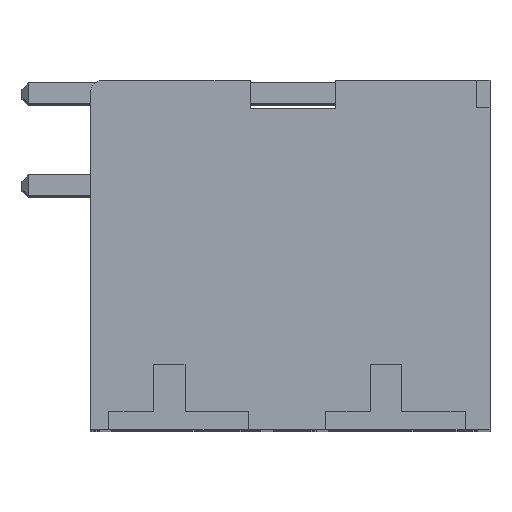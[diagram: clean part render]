
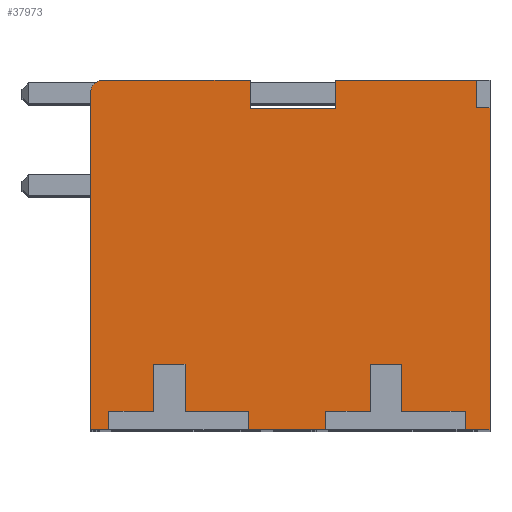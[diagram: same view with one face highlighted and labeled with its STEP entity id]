
A CAD part, top view. The second image highlights one B-rep face of the part: STEP entity #37973.
In plain terms, the highlighted planar face has unit normal (0, 0, 1).
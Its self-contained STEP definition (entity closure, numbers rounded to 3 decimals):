
#9906=DIRECTION('',(-1.,0.,0.));
#9907=VECTOR('',#9906,5.39);
#9908=CARTESIAN_POINT('',(11.703,13.3,33.7));
#9909=LINE('',#9908,#9907);
#10050=DIRECTION('',(0.,-1.,0.));
#10051=VECTOR('',#10050,1.092);
#10052=CARTESIAN_POINT('',(6.313,13.3,33.7));
#10053=LINE('',#10052,#10051);
#10142=DIRECTION('',(0.,1.,0.));
#10143=VECTOR('',#10142,1.092);
#10144=CARTESIAN_POINT('',(3.074,12.208,33.7));
#10145=LINE('',#10144,#10143);
#10502=DIRECTION('',(-1.,0.,0.));
#10503=VECTOR('',#10502,5.716);
#10504=CARTESIAN_POINT('',(3.074,13.3,33.7));
#10505=LINE('',#10504,#10503);
#10794=DIRECTION('',(0.,-1.,0.));
#10795=VECTOR('',#10794,0.02);
#10796=CARTESIAN_POINT('',(-2.641,13.3,33.7));
#10797=LINE('',#10796,#10795);
#12964=DIRECTION('',(-1.,0.,0.));
#12965=VECTOR('',#12964,3.238);
#12966=CARTESIAN_POINT('',(6.313,12.208,33.7));
#12967=LINE('',#12966,#12965);
#12968=DIRECTION('',(0.,1.,0.));
#12969=VECTOR('',#12968,0.7);
#12970=CARTESIAN_POINT('',(11.25,0.,33.7));
#12971=LINE('',#12970,#12969);
#12972=DIRECTION('',(1.,0.,0.));
#12973=VECTOR('',#12972,2.4);
#12974=CARTESIAN_POINT('',(8.85,0.7,33.7));
#12975=LINE('',#12974,#12973);
#12976=DIRECTION('',(0.,-1.,0.));
#12977=VECTOR('',#12976,1.8);
#12978=CARTESIAN_POINT('',(8.85,2.5,33.7));
#12979=LINE('',#12978,#12977);
#12980=DIRECTION('',(1.,0.,0.));
#12981=VECTOR('',#12980,1.2);
#12982=CARTESIAN_POINT('',(7.65,2.5,33.7));
#12983=LINE('',#12982,#12981);
#12984=DIRECTION('',(0.,1.,0.));
#12985=VECTOR('',#12984,1.8);
#12986=CARTESIAN_POINT('',(7.65,0.7,33.7));
#12987=LINE('',#12986,#12985);
#12988=DIRECTION('',(1.,0.,0.));
#12989=VECTOR('',#12988,1.7);
#12990=CARTESIAN_POINT('',(5.95,0.7,33.7));
#12991=LINE('',#12990,#12989);
#12992=DIRECTION('',(0.,1.,0.));
#12993=VECTOR('',#12992,0.7);
#12994=CARTESIAN_POINT('',(5.95,0.,33.7));
#12995=LINE('',#12994,#12993);
#12996=DIRECTION('',(-1.,0.,0.));
#12997=VECTOR('',#12996,2.95);
#12998=CARTESIAN_POINT('',(5.95,0.,33.7));
#12999=LINE('',#12998,#12997);
#13000=DIRECTION('',(0.,1.,0.));
#13001=VECTOR('',#13000,0.7);
#13002=CARTESIAN_POINT('',(3.,0.,33.7));
#13003=LINE('',#13002,#13001);
#13004=DIRECTION('',(1.,0.,0.));
#13005=VECTOR('',#13004,2.4);
#13006=CARTESIAN_POINT('',(0.6,0.7,33.7));
#13007=LINE('',#13006,#13005);
#13008=DIRECTION('',(0.,-1.,0.));
#13009=VECTOR('',#13008,1.8);
#13010=CARTESIAN_POINT('',(0.6,2.5,33.7));
#13011=LINE('',#13010,#13009);
#13012=DIRECTION('',(1.,0.,0.));
#13013=VECTOR('',#13012,1.2);
#13014=CARTESIAN_POINT('',(-0.6,2.5,33.7));
#13015=LINE('',#13014,#13013);
#13016=DIRECTION('',(0.,1.,0.));
#13017=VECTOR('',#13016,1.8);
#13018=CARTESIAN_POINT('',(-0.6,0.7,33.7));
#13019=LINE('',#13018,#13017);
#13020=DIRECTION('',(1.,0.,0.));
#13021=VECTOR('',#13020,1.7);
#13022=CARTESIAN_POINT('',(-2.3,0.7,33.7));
#13023=LINE('',#13022,#13021);
#13024=DIRECTION('',(0.,1.,0.));
#13025=VECTOR('',#13024,0.7);
#13026=CARTESIAN_POINT('',(-2.3,0.,33.7));
#13027=LINE('',#13026,#13025);
#13028=DIRECTION('',(-1.,0.,0.));
#13029=VECTOR('',#13028,0.7);
#13030=CARTESIAN_POINT('',(-2.3,0.,33.7));
#13031=LINE('',#13030,#13029);
#13032=DIRECTION('',(0.,1.,0.));
#13033=VECTOR('',#13032,12.8);
#13034=CARTESIAN_POINT('',(-3.,0.,33.7));
#13035=LINE('',#13034,#13033);
#13036=CARTESIAN_POINT('',(-2.5,12.8,33.7));
#13037=DIRECTION('',(0.,0.,-1.));
#13038=DIRECTION('',(-1.,0.,0.));
#13039=AXIS2_PLACEMENT_3D('',#13036,#13037,#13038);
#13041=DIRECTION('',(0.,-1.,0.));
#13042=VECTOR('',#13041,12.25);
#13043=CARTESIAN_POINT('',(12.2,12.25,33.7));
#13044=LINE('',#13043,#13042);
#13045=DIRECTION('',(-1.,0.,0.));
#13046=VECTOR('',#13045,0.95);
#13047=CARTESIAN_POINT('',(12.2,0.,33.7));
#13048=LINE('',#13047,#13046);
#13208=DIRECTION('',(0.,1.,0.));
#13209=VECTOR('',#13208,1.05);
#13210=CARTESIAN_POINT('',(11.703,12.25,33.7));
#13211=LINE('',#13210,#13209);
#13224=DIRECTION('',(-1.,0.,0.));
#13225=VECTOR('',#13224,0.497);
#13226=CARTESIAN_POINT('',(12.2,12.25,33.7));
#13227=LINE('',#13226,#13225);
#14260=CARTESIAN_POINT('',(-3.,0.,33.7));
#14261=VERTEX_POINT('',#14260);
#14342=CARTESIAN_POINT('',(12.2,12.25,33.7));
#14343=CARTESIAN_POINT('',(12.2,0.,33.7));
#14344=VERTEX_POINT('',#14342);
#14345=VERTEX_POINT('',#14343);
#14352=CARTESIAN_POINT('',(11.703,13.3,33.7));
#14353=VERTEX_POINT('',#14352);
#14354=CARTESIAN_POINT('',(6.313,13.3,33.7));
#14355=VERTEX_POINT('',#14354);
#14356=CARTESIAN_POINT('',(6.313,12.208,33.7));
#14357=VERTEX_POINT('',#14356);
#14366=CARTESIAN_POINT('',(3.074,12.208,33.7));
#14367=CARTESIAN_POINT('',(3.074,13.3,33.7));
#14368=VERTEX_POINT('',#14366);
#14369=VERTEX_POINT('',#14367);
#14378=CARTESIAN_POINT('',(-2.641,13.3,33.7));
#14379=VERTEX_POINT('',#14378);
#14380=CARTESIAN_POINT('',(-2.641,13.28,33.7));
#14381=VERTEX_POINT('',#14380);
#14410=CARTESIAN_POINT('',(-3.,12.8,33.7));
#14411=VERTEX_POINT('',#14410);
#14412=CARTESIAN_POINT('',(11.703,12.25,33.7));
#14413=VERTEX_POINT('',#14412);
#14656=CARTESIAN_POINT('',(11.25,0.7,33.7));
#14657=VERTEX_POINT('',#14656);
#14658=CARTESIAN_POINT('',(11.25,0.,33.7));
#14659=VERTEX_POINT('',#14658);
#14660=CARTESIAN_POINT('',(5.95,0.,33.7));
#14661=VERTEX_POINT('',#14660);
#14662=CARTESIAN_POINT('',(5.95,0.7,33.7));
#14663=VERTEX_POINT('',#14662);
#14664=CARTESIAN_POINT('',(7.65,0.7,33.7));
#14665=VERTEX_POINT('',#14664);
#14666=CARTESIAN_POINT('',(7.65,2.5,33.7));
#14667=VERTEX_POINT('',#14666);
#14668=CARTESIAN_POINT('',(8.85,2.5,33.7));
#14669=VERTEX_POINT('',#14668);
#14670=CARTESIAN_POINT('',(8.85,0.7,33.7));
#14671=VERTEX_POINT('',#14670);
#14672=CARTESIAN_POINT('',(3.,0.,33.7));
#14673=VERTEX_POINT('',#14672);
#14674=CARTESIAN_POINT('',(-2.3,0.,33.7));
#14675=VERTEX_POINT('',#14674);
#14676=CARTESIAN_POINT('',(-2.3,0.7,33.7));
#14677=VERTEX_POINT('',#14676);
#14678=CARTESIAN_POINT('',(-0.6,0.7,33.7));
#14679=VERTEX_POINT('',#14678);
#14680=CARTESIAN_POINT('',(-0.6,2.5,33.7));
#14681=VERTEX_POINT('',#14680);
#14682=CARTESIAN_POINT('',(0.6,2.5,33.7));
#14683=VERTEX_POINT('',#14682);
#14684=CARTESIAN_POINT('',(0.6,0.7,33.7));
#14685=VERTEX_POINT('',#14684);
#14686=CARTESIAN_POINT('',(3.,0.7,33.7));
#14687=VERTEX_POINT('',#14686);
#37920=CARTESIAN_POINT('',(0.,0.,33.7));
#37921=DIRECTION('',(0.,0.,1.));
#37922=DIRECTION('',(1.,0.,0.));
#37923=AXIS2_PLACEMENT_3D('',#37920,#37921,#37922);
#37924=PLANE('',#37923);
#37926=ORIENTED_EDGE('',*,*,#37925,.T.);
#37928=ORIENTED_EDGE('',*,*,#37927,.F.);
#37930=ORIENTED_EDGE('',*,*,#37929,.F.);
#37932=ORIENTED_EDGE('',*,*,#37931,.F.);
#37934=ORIENTED_EDGE('',*,*,#37933,.F.);
#37936=ORIENTED_EDGE('',*,*,#37935,.F.);
#37938=ORIENTED_EDGE('',*,*,#37937,.F.);
#37939=ORIENTED_EDGE('',*,*,#18859,.T.);
#37941=ORIENTED_EDGE('',*,*,#37940,.T.);
#37943=ORIENTED_EDGE('',*,*,#37942,.F.);
#37945=ORIENTED_EDGE('',*,*,#37944,.F.);
#37947=ORIENTED_EDGE('',*,*,#37946,.F.);
#37949=ORIENTED_EDGE('',*,*,#37948,.F.);
#37951=ORIENTED_EDGE('',*,*,#37950,.F.);
#37953=ORIENTED_EDGE('',*,*,#37952,.F.);
#37954=ORIENTED_EDGE('',*,*,#18851,.T.);
#37956=ORIENTED_EDGE('',*,*,#37955,.T.);
#37958=ORIENTED_EDGE('',*,*,#37957,.T.);
#37959=ORIENTED_EDGE('',*,*,#34019,.F.);
#37960=ORIENTED_EDGE('',*,*,#33989,.F.);
#37961=ORIENTED_EDGE('',*,*,#33286,.F.);
#37962=ORIENTED_EDGE('',*,*,#37915,.F.);
#37963=ORIENTED_EDGE('',*,*,#33094,.F.);
#37964=ORIENTED_EDGE('',*,*,#33079,.F.);
#37966=ORIENTED_EDGE('',*,*,#37965,.F.);
#37968=ORIENTED_EDGE('',*,*,#37967,.F.);
#37969=ORIENTED_EDGE('',*,*,#32902,.T.);
#37970=ORIENTED_EDGE('',*,*,#18867,.T.);
#37971=EDGE_LOOP('',(#37926,#37928,#37930,#37932,#37934,#37936,#37938,#37939,
#37941,#37943,#37945,#37947,#37949,#37951,#37953,#37954,#37956,#37958,#37959,
#37960,#37961,#37962,#37963,#37964,#37966,#37968,#37969,#37970));
#37972=FACE_OUTER_BOUND('',#37971,.F.);
#13040=CIRCLE('',#13039,0.5);
#18851=EDGE_CURVE('',#14675,#14261,#13031,.T.);
#18859=EDGE_CURVE('',#14661,#14673,#12999,.T.);
#18867=EDGE_CURVE('',#14345,#14659,#13048,.T.);
#32902=EDGE_CURVE('',#14344,#14345,#13044,.T.);
#33079=EDGE_CURVE('',#14353,#14355,#9909,.T.);
#33094=EDGE_CURVE('',#14355,#14357,#10053,.T.);
#33286=EDGE_CURVE('',#14368,#14369,#10145,.T.);
#33989=EDGE_CURVE('',#14369,#14379,#10505,.T.);
#34019=EDGE_CURVE('',#14379,#14381,#10797,.T.);
#37915=EDGE_CURVE('',#14357,#14368,#12967,.T.);
#37925=EDGE_CURVE('',#14659,#14657,#12971,.T.);
#37927=EDGE_CURVE('',#14671,#14657,#12975,.T.);
#37929=EDGE_CURVE('',#14669,#14671,#12979,.T.);
#37931=EDGE_CURVE('',#14667,#14669,#12983,.T.);
#37933=EDGE_CURVE('',#14665,#14667,#12987,.T.);
#37935=EDGE_CURVE('',#14663,#14665,#12991,.T.);
#37937=EDGE_CURVE('',#14661,#14663,#12995,.T.);
#37940=EDGE_CURVE('',#14673,#14687,#13003,.T.);
#37942=EDGE_CURVE('',#14685,#14687,#13007,.T.);
#37944=EDGE_CURVE('',#14683,#14685,#13011,.T.);
#37946=EDGE_CURVE('',#14681,#14683,#13015,.T.);
#37948=EDGE_CURVE('',#14679,#14681,#13019,.T.);
#37950=EDGE_CURVE('',#14677,#14679,#13023,.T.);
#37952=EDGE_CURVE('',#14675,#14677,#13027,.T.);
#37955=EDGE_CURVE('',#14261,#14411,#13035,.T.);
#37957=EDGE_CURVE('',#14411,#14381,#13040,.T.);
#37965=EDGE_CURVE('',#14413,#14353,#13211,.T.);
#37967=EDGE_CURVE('',#14344,#14413,#13227,.T.);
#37973=ADVANCED_FACE('',(#37972),#37924,.T.);
